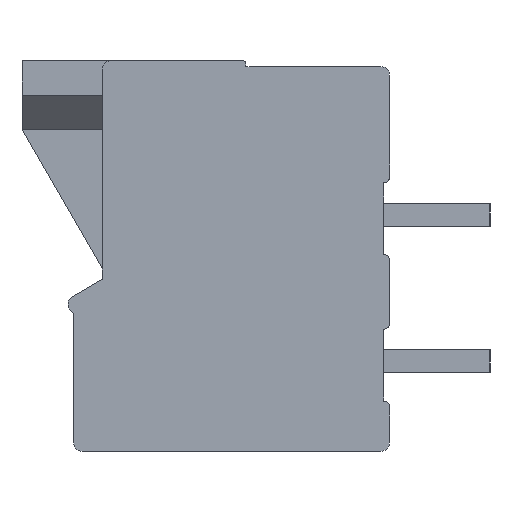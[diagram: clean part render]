
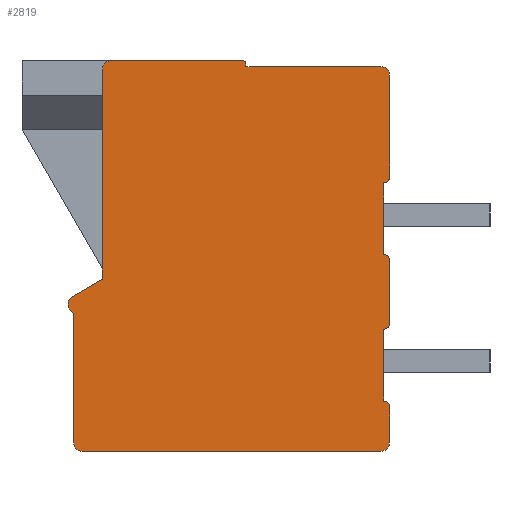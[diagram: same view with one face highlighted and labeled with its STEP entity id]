
A CAD part, left-side view. The second image highlights one B-rep face of the part: STEP entity #2819.
In plain terms, the highlighted planar face has unit normal (-1, 0, 0).
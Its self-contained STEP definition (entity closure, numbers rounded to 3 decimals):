
#2=CARTESIAN_POINT('',(-9.12,4.7,-0.3));
#3=DIRECTION('',(1.,0.,0.));
#4=DIRECTION('',(0.,1.,0.));
#5=AXIS2_PLACEMENT_3D('',#2,#3,#4);
#7=DIRECTION('',(0.,-1.,0.));
#8=VECTOR('',#7,4.6);
#9=CARTESIAN_POINT('',(-9.12,4.7,0.));
#10=LINE('',#9,#8);
#11=CARTESIAN_POINT('',(-9.12,0.1,-0.1));
#12=DIRECTION('',(1.,0.,0.));
#13=DIRECTION('',(0.,0.,1.));
#14=AXIS2_PLACEMENT_3D('',#11,#12,#13);
#16=DIRECTION('',(0.,0.,-1.));
#17=VECTOR('',#16,0.1);
#18=CARTESIAN_POINT('',(-9.12,0.,-0.1));
#19=LINE('',#18,#17);
#20=DIRECTION('',(0.,-1.,0.));
#21=VECTOR('',#20,4.7);
#22=CARTESIAN_POINT('',(-9.12,0.,-0.2));
#23=LINE('',#22,#21);
#24=CARTESIAN_POINT('',(-9.12,-4.7,-0.5));
#25=DIRECTION('',(1.,0.,0.));
#26=DIRECTION('',(0.,0.,1.));
#27=AXIS2_PLACEMENT_3D('',#24,#25,#26);
#29=DIRECTION('',(0.,0.,-1.));
#30=VECTOR('',#29,3.55);
#31=CARTESIAN_POINT('',(-9.12,-5.,-0.5));
#32=LINE('',#31,#30);
#33=CARTESIAN_POINT('',(-9.12,-4.8,-4.05));
#34=DIRECTION('',(1.,0.,0.));
#35=DIRECTION('',(0.,-1.,0.));
#36=AXIS2_PLACEMENT_3D('',#33,#34,#35);
#38=DIRECTION('',(0.,0.,-1.));
#39=VECTOR('',#38,2.5);
#40=CARTESIAN_POINT('',(-9.12,-4.8,-4.25));
#41=LINE('',#40,#39);
#42=CARTESIAN_POINT('',(-9.12,-4.8,-6.95));
#43=DIRECTION('',(1.,0.,0.));
#44=DIRECTION('',(0.,0.,1.));
#45=AXIS2_PLACEMENT_3D('',#42,#43,#44);
#47=DIRECTION('',(0.,0.,-1.));
#48=VECTOR('',#47,2.2);
#49=CARTESIAN_POINT('',(-9.12,-5.,-6.95));
#50=LINE('',#49,#48);
#51=CARTESIAN_POINT('',(-9.12,-4.8,-9.15));
#52=DIRECTION('',(1.,0.,0.));
#53=DIRECTION('',(0.,-1.,0.));
#54=AXIS2_PLACEMENT_3D('',#51,#52,#53);
#56=DIRECTION('',(0.,0.,-1.));
#57=VECTOR('',#56,2.5);
#58=CARTESIAN_POINT('',(-9.12,-4.8,-9.35));
#59=LINE('',#58,#57);
#60=CARTESIAN_POINT('',(-9.12,-4.8,-12.05));
#61=DIRECTION('',(1.,0.,0.));
#62=DIRECTION('',(0.,0.,1.));
#63=AXIS2_PLACEMENT_3D('',#60,#61,#62);
#65=DIRECTION('',(0.,0.,-1.));
#66=VECTOR('',#65,1.25);
#67=CARTESIAN_POINT('',(-9.12,-5.,-12.05));
#68=LINE('',#67,#66);
#69=CARTESIAN_POINT('',(-9.12,-4.7,-13.3));
#70=DIRECTION('',(1.,0.,0.));
#71=DIRECTION('',(0.,-1.,0.));
#72=AXIS2_PLACEMENT_3D('',#69,#70,#71);
#74=DIRECTION('',(0.,1.,0.));
#75=VECTOR('',#74,10.4);
#76=CARTESIAN_POINT('',(-9.12,-4.7,-13.6));
#77=LINE('',#76,#75);
#78=CARTESIAN_POINT('',(-9.12,5.7,-13.3));
#79=DIRECTION('',(1.,0.,0.));
#80=DIRECTION('',(0.,0.,-1.));
#81=AXIS2_PLACEMENT_3D('',#78,#79,#80);
#83=DIRECTION('',(0.,0.,1.));
#84=VECTOR('',#83,4.5);
#85=CARTESIAN_POINT('',(-9.12,6.,-13.3));
#86=LINE('',#85,#84);
#87=DIRECTION('',(0.,0.707,0.707));
#88=VECTOR('',#87,0.159);
#89=CARTESIAN_POINT('',(-9.12,6.,-8.8));
#90=LINE('',#89,#88);
#91=CARTESIAN_POINT('',(-9.12,5.9,-8.476));
#92=DIRECTION('',(1.,0.,0.));
#93=DIRECTION('',(0.,0.707,-0.707));
#94=AXIS2_PLACEMENT_3D('',#91,#92,#93);
#96=DIRECTION('',(0.,-0.863,0.506));
#97=VECTOR('',#96,1.219);
#98=CARTESIAN_POINT('',(-9.12,6.052,-8.217));
#99=LINE('',#98,#97);
#100=DIRECTION('',(0.,0.,1.));
#101=VECTOR('',#100,7.3);
#102=CARTESIAN_POINT('',(-9.12,5.,-7.6));
#103=LINE('',#102,#101);
#2166=CARTESIAN_POINT('',(-9.12,5.,-0.3));
#2167=CARTESIAN_POINT('',(-9.12,4.7,0.));
#2168=VERTEX_POINT('',#2166);
#2169=VERTEX_POINT('',#2167);
#2170=CARTESIAN_POINT('',(-9.12,0.1,0.));
#2171=VERTEX_POINT('',#2170);
#2172=CARTESIAN_POINT('',(-9.12,0.,-0.1));
#2173=VERTEX_POINT('',#2172);
#2174=CARTESIAN_POINT('',(-9.12,0.,-0.2));
#2175=VERTEX_POINT('',#2174);
#2176=CARTESIAN_POINT('',(-9.12,-4.7,-0.2));
#2177=VERTEX_POINT('',#2176);
#2178=CARTESIAN_POINT('',(-9.12,-5.,-0.5));
#2179=VERTEX_POINT('',#2178);
#2180=CARTESIAN_POINT('',(-9.12,-5.,-4.05));
#2181=VERTEX_POINT('',#2180);
#2182=CARTESIAN_POINT('',(-9.12,-4.8,-4.25));
#2183=VERTEX_POINT('',#2182);
#2184=CARTESIAN_POINT('',(-9.12,-4.8,-6.75));
#2185=VERTEX_POINT('',#2184);
#2186=CARTESIAN_POINT('',(-9.12,-5.,-6.95));
#2187=VERTEX_POINT('',#2186);
#2188=CARTESIAN_POINT('',(-9.12,-5.,-9.15));
#2189=VERTEX_POINT('',#2188);
#2190=CARTESIAN_POINT('',(-9.12,-4.8,-9.35));
#2191=VERTEX_POINT('',#2190);
#2192=CARTESIAN_POINT('',(-9.12,-4.8,-11.85));
#2193=VERTEX_POINT('',#2192);
#2194=CARTESIAN_POINT('',(-9.12,-5.,-12.05));
#2195=VERTEX_POINT('',#2194);
#2196=CARTESIAN_POINT('',(-9.12,-5.,-13.3));
#2197=VERTEX_POINT('',#2196);
#2198=CARTESIAN_POINT('',(-9.12,-4.7,-13.6));
#2199=VERTEX_POINT('',#2198);
#2200=CARTESIAN_POINT('',(-9.12,5.7,-13.6));
#2201=VERTEX_POINT('',#2200);
#2202=CARTESIAN_POINT('',(-9.12,6.,-13.3));
#2203=VERTEX_POINT('',#2202);
#2204=CARTESIAN_POINT('',(-9.12,6.,-8.8));
#2205=VERTEX_POINT('',#2204);
#2206=CARTESIAN_POINT('',(-9.12,6.112,-8.688));
#2207=VERTEX_POINT('',#2206);
#2208=CARTESIAN_POINT('',(-9.12,6.052,-8.217));
#2209=VERTEX_POINT('',#2208);
#2210=CARTESIAN_POINT('',(-9.12,5.,-7.6));
#2211=VERTEX_POINT('',#2210);
#2766=CARTESIAN_POINT('',(-9.12,0.,0.));
#2767=DIRECTION('',(1.,0.,0.));
#2768=DIRECTION('',(0.,0.,-1.));
#2769=AXIS2_PLACEMENT_3D('',#2766,#2767,#2768);
#2770=PLANE('',#2769);
#2772=ORIENTED_EDGE('',*,*,#2771,.T.);
#2774=ORIENTED_EDGE('',*,*,#2773,.T.);
#2776=ORIENTED_EDGE('',*,*,#2775,.T.);
#2778=ORIENTED_EDGE('',*,*,#2777,.T.);
#2780=ORIENTED_EDGE('',*,*,#2779,.T.);
#2782=ORIENTED_EDGE('',*,*,#2781,.T.);
#2784=ORIENTED_EDGE('',*,*,#2783,.T.);
#2786=ORIENTED_EDGE('',*,*,#2785,.T.);
#2788=ORIENTED_EDGE('',*,*,#2787,.T.);
#2790=ORIENTED_EDGE('',*,*,#2789,.T.);
#2792=ORIENTED_EDGE('',*,*,#2791,.T.);
#2794=ORIENTED_EDGE('',*,*,#2793,.T.);
#2796=ORIENTED_EDGE('',*,*,#2795,.T.);
#2798=ORIENTED_EDGE('',*,*,#2797,.T.);
#2800=ORIENTED_EDGE('',*,*,#2799,.T.);
#2802=ORIENTED_EDGE('',*,*,#2801,.T.);
#2804=ORIENTED_EDGE('',*,*,#2803,.T.);
#2806=ORIENTED_EDGE('',*,*,#2805,.T.);
#2808=ORIENTED_EDGE('',*,*,#2807,.T.);
#2810=ORIENTED_EDGE('',*,*,#2809,.T.);
#2812=ORIENTED_EDGE('',*,*,#2811,.T.);
#2814=ORIENTED_EDGE('',*,*,#2813,.T.);
#2816=ORIENTED_EDGE('',*,*,#2815,.T.);
#2817=EDGE_LOOP('',(#2772,#2774,#2776,#2778,#2780,#2782,#2784,#2786,#2788,#2790,
#2792,#2794,#2796,#2798,#2800,#2802,#2804,#2806,#2808,#2810,#2812,#2814,#2816));
#2818=FACE_OUTER_BOUND('',#2817,.F.);
#6=CIRCLE('',#5,0.3);
#15=CIRCLE('',#14,0.1);
#28=CIRCLE('',#27,0.3);
#37=CIRCLE('',#36,0.2);
#46=CIRCLE('',#45,0.2);
#55=CIRCLE('',#54,0.2);
#64=CIRCLE('',#63,0.2);
#73=CIRCLE('',#72,0.3);
#82=CIRCLE('',#81,0.3);
#95=CIRCLE('',#94,0.3);
#2771=EDGE_CURVE('',#2168,#2169,#6,.T.);
#2773=EDGE_CURVE('',#2169,#2171,#10,.T.);
#2775=EDGE_CURVE('',#2171,#2173,#15,.T.);
#2777=EDGE_CURVE('',#2173,#2175,#19,.T.);
#2779=EDGE_CURVE('',#2175,#2177,#23,.T.);
#2781=EDGE_CURVE('',#2177,#2179,#28,.T.);
#2783=EDGE_CURVE('',#2179,#2181,#32,.T.);
#2785=EDGE_CURVE('',#2181,#2183,#37,.T.);
#2787=EDGE_CURVE('',#2183,#2185,#41,.T.);
#2789=EDGE_CURVE('',#2185,#2187,#46,.T.);
#2791=EDGE_CURVE('',#2187,#2189,#50,.T.);
#2793=EDGE_CURVE('',#2189,#2191,#55,.T.);
#2795=EDGE_CURVE('',#2191,#2193,#59,.T.);
#2797=EDGE_CURVE('',#2193,#2195,#64,.T.);
#2799=EDGE_CURVE('',#2195,#2197,#68,.T.);
#2801=EDGE_CURVE('',#2197,#2199,#73,.T.);
#2803=EDGE_CURVE('',#2199,#2201,#77,.T.);
#2805=EDGE_CURVE('',#2201,#2203,#82,.T.);
#2807=EDGE_CURVE('',#2203,#2205,#86,.T.);
#2809=EDGE_CURVE('',#2205,#2207,#90,.T.);
#2811=EDGE_CURVE('',#2207,#2209,#95,.T.);
#2813=EDGE_CURVE('',#2209,#2211,#99,.T.);
#2815=EDGE_CURVE('',#2211,#2168,#103,.T.);
#2819=ADVANCED_FACE('',(#2818),#2770,.F.);
